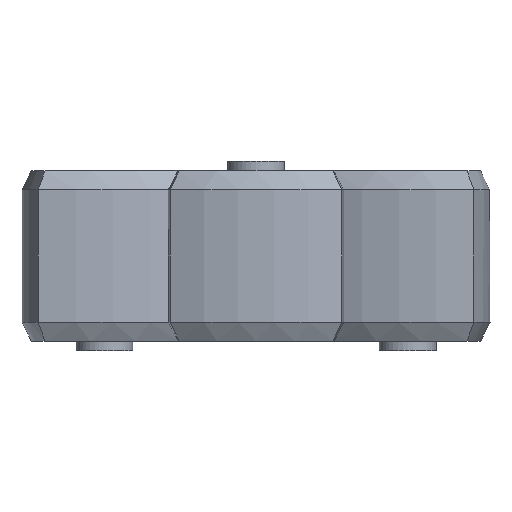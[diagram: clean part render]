
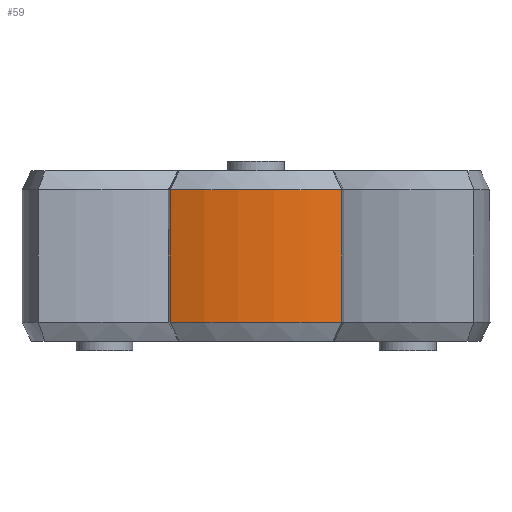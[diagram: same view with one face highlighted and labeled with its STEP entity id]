
A CAD part, front view. The second image highlights one B-rep face of the part: STEP entity #59.
In plain terms, the highlighted cylindrical face has radius 12.35 mm (diameter 24.7 mm), a partial arc.
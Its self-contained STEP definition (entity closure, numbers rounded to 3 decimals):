
#2 = VERTEX_POINT ( 'NONE', #973 ) ;
#59 = ADVANCED_FACE ( 'NONE', ( #1502 ), #1465, .T. ) ;
#123 = AXIS2_PLACEMENT_3D ( 'NONE', #1685, #1312, #2002 ) ;
#155 = CIRCLE ( 'NONE', #1450, 12.35 ) ;
#180 = EDGE_CURVE ( 'NONE', #510, #1027, #1461, .T. ) ;
#245 = DIRECTION ( 'NONE',  ( 0., 0., -1. ) ) ;
#373 = EDGE_CURVE ( 'NONE', #1027, #2, #1401, .T. ) ;
#374 = LINE ( 'NONE', #1052, #525 ) ;
#510 = VERTEX_POINT ( 'NONE', #981 ) ;
#525 = VECTOR ( 'NONE', #1449, 1000. ) ;
#634 = EDGE_LOOP ( 'NONE', ( #1236, #1248, #1407, #1216 ) ) ;
#764 = DIRECTION ( 'NONE',  ( 1., 0., 0. ) ) ;
#973 = CARTESIAN_POINT ( 'NONE',  ( 4.518, -11.494, 3.5 ) ) ;
#981 = CARTESIAN_POINT ( 'NONE',  ( -4.518, -11.494, -3.5 ) ) ;
#1027 = VERTEX_POINT ( 'NONE', #1674 ) ;
#1052 = CARTESIAN_POINT ( 'NONE',  ( -4.518, -11.494, -4.5 ) ) ;
#1121 = VECTOR ( 'NONE', #1921, 1000. ) ;
#1216 = ORIENTED_EDGE ( 'NONE', *, *, #1299, .T. ) ;
#1236 = ORIENTED_EDGE ( 'NONE', *, *, #2120, .F. ) ;
#1248 = ORIENTED_EDGE ( 'NONE', *, *, #180, .T. ) ;
#1299 = EDGE_CURVE ( 'NONE', #2, #1472, #155, .T. ) ;
#1312 = DIRECTION ( 'NONE',  ( 0., 0., -1. ) ) ;
#1401 = LINE ( 'NONE', #2087, #1121 ) ;
#1407 = ORIENTED_EDGE ( 'NONE', *, *, #373, .T. ) ;
#1449 = DIRECTION ( 'NONE',  ( 0., 0., 1. ) ) ;
#1450 = AXIS2_PLACEMENT_3D ( 'NONE', #2131, #245, #1967 ) ;
#1460 = DIRECTION ( 'NONE',  ( 0., 0., 1. ) ) ;
#1461 = CIRCLE ( 'NONE', #1537, 12.35 ) ;
#1465 = CYLINDRICAL_SURFACE ( 'NONE', #123, 12.35 ) ;
#1472 = VERTEX_POINT ( 'NONE', #1539 ) ;
#1502 = FACE_OUTER_BOUND ( 'NONE', #634, .T. ) ;
#1537 = AXIS2_PLACEMENT_3D ( 'NONE', #2019, #1460, #764 ) ;
#1539 = CARTESIAN_POINT ( 'NONE',  ( -4.518, -11.494, 3.5 ) ) ;
#1674 = CARTESIAN_POINT ( 'NONE',  ( 4.518, -11.494, -3.5 ) ) ;
#1685 = CARTESIAN_POINT ( 'NONE',  ( 0., 0., 4.5 ) ) ;
#1921 = DIRECTION ( 'NONE',  ( 0., 0., 1. ) ) ;
#1967 = DIRECTION ( 'NONE',  ( 1., 0., 0. ) ) ;
#2002 = DIRECTION ( 'NONE',  ( -1., 0., 0. ) ) ;
#2019 = CARTESIAN_POINT ( 'NONE',  ( 0., 0., -3.5 ) ) ;
#2087 = CARTESIAN_POINT ( 'NONE',  ( 4.518, -11.494, -4.5 ) ) ;
#2120 = EDGE_CURVE ( 'NONE', #510, #1472, #374, .T. ) ;
#2131 = CARTESIAN_POINT ( 'NONE',  ( 0., 0., 3.5 ) ) ;
